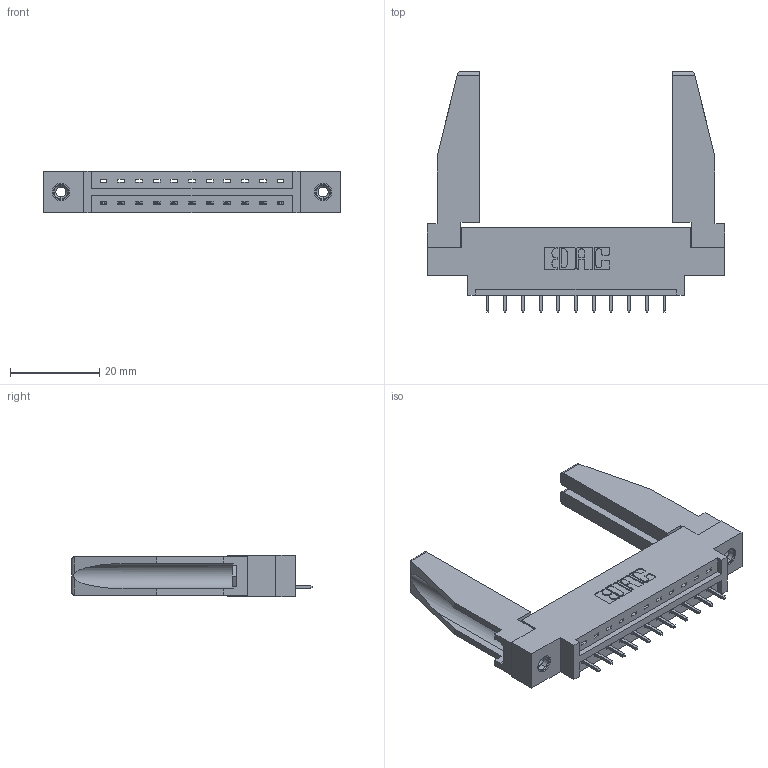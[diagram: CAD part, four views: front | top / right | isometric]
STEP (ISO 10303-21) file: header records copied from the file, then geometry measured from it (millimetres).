
FILE_DESCRIPTION (( 'STEP AP203' ), '1' );
FILE_NAME ('387-011-521-678.STEP', '2019-10-02T12:01:34', ( '' ), ( '' ), 'SwSTEP 2.0', 'SolidWorks 2016', '' );
FILE_SCHEMA (( 'CONFIG_CONTROL_DESIGN' ));
Length unit declared in the file: inch
Products named in the file (5): 307-220-078; 345-292-001_345-293-121; 387-011-521-678; 345-250-001_345-250-001-102; 337 Part_0.170 Offset - 0.156 Dia-TI
Assembly tree (16 placements, depth 2):
  387-011-521-678
    337 Part_0.170 Offset - 0.156 Dia-TI
    345-292-001_345-293-121  x11
    345-250-001_345-250-001-102  x2
    307-220-078  x2
Bounding box: 66.6 x 53.85 x 9.4 mm (x, y, z)
Volume: 10378.4 mm3; surface area: 10226.6 mm2
Topology: 16 solids, 16 shells, 930 faces, 2721 edges, 1790 vertices
Faces by surface type: plane 664, cylinder 250, cone 12, torus 4
Entity records: 14776 total; most frequent: CARTESIAN_POINT 2565, ORIENTED_EDGE 2468, DIRECTION 2232, EDGE_CURVE 1234, LINE 1068, VECTOR 1068, VERTEX_POINT 816, AXIS2_PLACEMENT_3D 582
